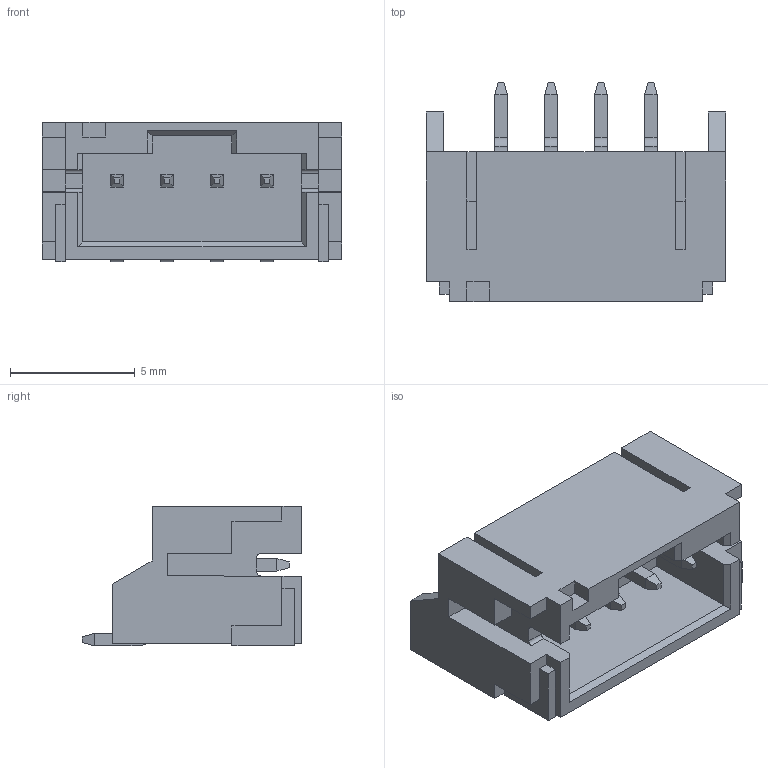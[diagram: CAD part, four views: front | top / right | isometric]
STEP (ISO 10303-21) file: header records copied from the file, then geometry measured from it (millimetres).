
FILE_DESCRIPTION (( 'STEP AP214' ), '1' );
FILE_NAME ('CONN-SMD_PH-4P.step', '2022-08-01T08:32:09', ( '' ), ( '' ), 'SwSTEP 2.0', 'SolidWorks 2020', '' );
FILE_SCHEMA (( 'AUTOMOTIVE_DESIGN' ));
Length unit declared in the file: millimetre
Products named in the file (1): CONN-SMD_PH-4P
Bounding box: 12 x 8.8 x 5.6 mm (x, y, z)
Volume: 248 mm3; surface area: 548.8 mm2
Topology: 14 solids, 14 shells, 460 faces, 1221 edges, 800 vertices
Faces by surface type: plane 332, bspline 112, cylinder 16
Entity records: 19869 total; most frequent: CARTESIAN_POINT 4586, ORIENTED_EDGE 2442, DIRECTION 1723, EDGE_CURVE 1221, VECTOR 961, LINE 961, VERTEX_POINT 800, EDGE_LOOP 487
